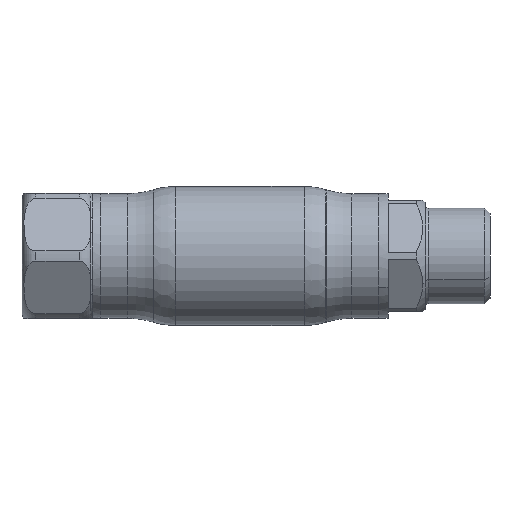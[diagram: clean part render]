
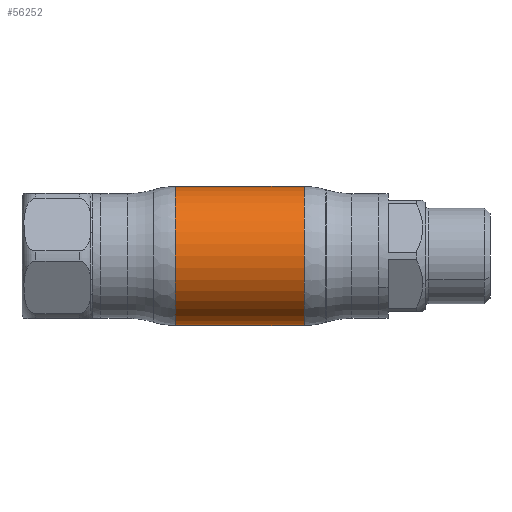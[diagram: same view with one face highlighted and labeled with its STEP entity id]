
A CAD part, front view. The second image highlights one B-rep face of the part: STEP entity #56252.
In plain terms, the highlighted cylindrical face has radius 15 mm (diameter 30 mm), a partial arc.
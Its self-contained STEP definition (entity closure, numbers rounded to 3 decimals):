
#1411 = VECTOR ( 'NONE', #15944, 1000. ) ;
#2524 = DIRECTION ( 'NONE',  ( -1., 0., 0. ) ) ;
#3271 = CIRCLE ( 'NONE', #46204, 15. ) ;
#5353 = CARTESIAN_POINT ( 'NONE',  ( -13.909, 0., -15. ) ) ;
#6636 = ORIENTED_EDGE ( 'NONE', *, *, #16391, .F. ) ;
#9465 = CARTESIAN_POINT ( 'NONE',  ( 13.909, 0., 15. ) ) ;
#10125 = ORIENTED_EDGE ( 'NONE', *, *, #15569, .T. ) ;
#10889 = LINE ( 'NONE', #47605, #1411 ) ;
#13853 = DIRECTION ( 'NONE',  ( -1., 0., 0. ) ) ;
#14537 = CARTESIAN_POINT ( 'NONE',  ( 13.909, 0., -15. ) ) ;
#15030 = CARTESIAN_POINT ( 'NONE',  ( -62.69, 0., 0. ) ) ;
#15569 = EDGE_CURVE ( 'NONE', #46376, #52076, #3271, .T. ) ;
#15944 = DIRECTION ( 'NONE',  ( -1., 0., 0. ) ) ;
#16391 = EDGE_CURVE ( 'NONE', #46376, #43103, #10889, .T. ) ;
#18896 = DIRECTION ( 'NONE',  ( 0., 0., 1. ) ) ;
#20811 = VERTEX_POINT ( 'NONE', #37711 ) ;
#23726 = DIRECTION ( 'NONE',  ( -1., 0., 0. ) ) ;
#23985 = CARTESIAN_POINT ( 'NONE',  ( 13.909, 0., 0. ) ) ;
#28087 = AXIS2_PLACEMENT_3D ( 'NONE', #15030, #23726, #56261 ) ;
#29406 = DIRECTION ( 'NONE',  ( 0., 0., 1. ) ) ;
#29597 = DIRECTION ( 'NONE',  ( -1., 0., 0. ) ) ;
#32660 = EDGE_CURVE ( 'NONE', #43103, #20811, #56772, .T. ) ;
#33583 = EDGE_LOOP ( 'NONE', ( #6636, #10125, #52737, #36239 ) ) ;
#34895 = EDGE_CURVE ( 'NONE', #52076, #20811, #37657, .T. ) ;
#36239 = ORIENTED_EDGE ( 'NONE', *, *, #32660, .F. ) ;
#37657 = LINE ( 'NONE', #52285, #55440 ) ;
#37711 = CARTESIAN_POINT ( 'NONE',  ( -13.909, 0., 15. ) ) ;
#38667 = CARTESIAN_POINT ( 'NONE',  ( -13.909, 0., 0. ) ) ;
#43103 = VERTEX_POINT ( 'NONE', #5353 ) ;
#46204 = AXIS2_PLACEMENT_3D ( 'NONE', #23985, #13853, #18896 ) ;
#46376 = VERTEX_POINT ( 'NONE', #14537 ) ;
#47605 = CARTESIAN_POINT ( 'NONE',  ( -62.69, 0., -15. ) ) ;
#51221 = FACE_OUTER_BOUND ( 'NONE', #33583, .T. ) ;
#52076 = VERTEX_POINT ( 'NONE', #9465 ) ;
#52285 = CARTESIAN_POINT ( 'NONE',  ( -62.69, 0., 15. ) ) ;
#52737 = ORIENTED_EDGE ( 'NONE', *, *, #34895, .T. ) ;
#54871 = AXIS2_PLACEMENT_3D ( 'NONE', #38667, #2524, #29406 ) ;
#55440 = VECTOR ( 'NONE', #29597, 1000. ) ;
#55961 = CYLINDRICAL_SURFACE ( 'NONE', #28087, 15. ) ;
#56252 = ADVANCED_FACE ( 'NONE', ( #51221 ), #55961, .T. ) ;
#56261 = DIRECTION ( 'NONE',  ( 0., 0., 1. ) ) ;
#56772 = CIRCLE ( 'NONE', #54871, 15. ) ;
